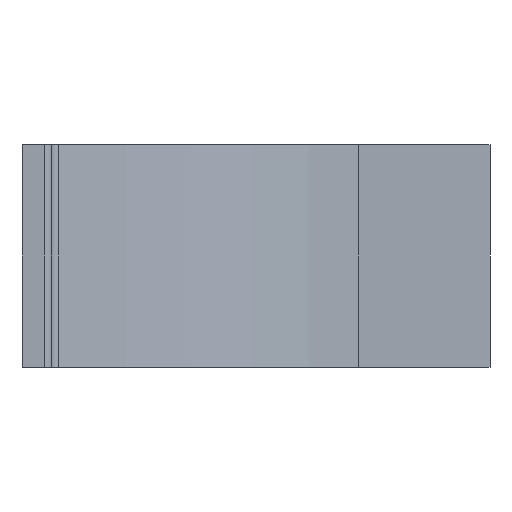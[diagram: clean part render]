
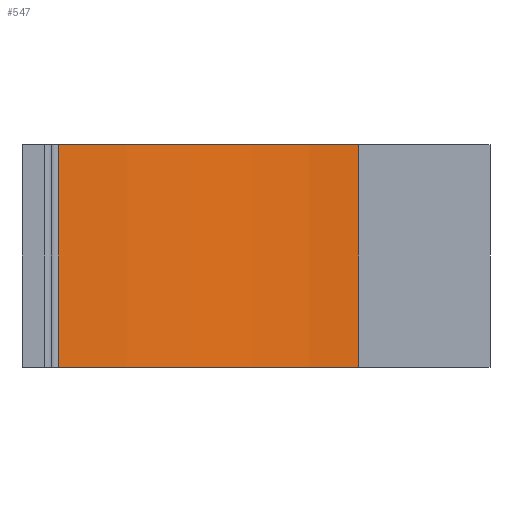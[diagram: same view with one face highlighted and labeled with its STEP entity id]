
A CAD part, left-side view. The second image highlights one B-rep face of the part: STEP entity #547.
In plain terms, the highlighted cylindrical face has radius 62.74 mm (diameter 125.48 mm), a partial arc.
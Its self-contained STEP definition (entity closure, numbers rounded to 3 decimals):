
#58=FACE_OUTER_BOUND('',#90,.T.);
#90=EDGE_LOOP('',(#426,#427,#428,#429));
#134=LINE('',#889,#180);
#135=LINE('',#895,#181);
#180=VECTOR('',#727,1000.);
#181=VECTOR('',#734,1000.);
#226=CIRCLE('',#612,62.74);
#227=CIRCLE('',#613,62.74);
#264=VERTEX_POINT('',#886);
#265=VERTEX_POINT('',#888);
#266=VERTEX_POINT('',#892);
#267=VERTEX_POINT('',#894);
#327=EDGE_CURVE('',#265,#264,#134,.T.);
#329=EDGE_CURVE('',#264,#266,#226,.T.);
#330=EDGE_CURVE('',#267,#266,#135,.T.);
#331=EDGE_CURVE('',#265,#267,#227,.T.);
#426=ORIENTED_EDGE('',*,*,#329,.T.);
#427=ORIENTED_EDGE('',*,*,#330,.F.);
#428=ORIENTED_EDGE('',*,*,#331,.F.);
#429=ORIENTED_EDGE('',*,*,#327,.T.);
#526=CYLINDRICAL_SURFACE('',#611,62.74);
#547=ADVANCED_FACE('',(#58),#526,.T.);
#611=AXIS2_PLACEMENT_3D('',#891,#730,#731);
#612=AXIS2_PLACEMENT_3D('',#893,#732,#733);
#613=AXIS2_PLACEMENT_3D('',#896,#735,#736);
#727=DIRECTION('',(0.,0.,-1.));
#730=DIRECTION('center_axis',(0.,0.,-1.));
#731=DIRECTION('ref_axis',(-1.,0.,0.));
#732=DIRECTION('center_axis',(0.,0.,1.));
#733=DIRECTION('ref_axis',(1.,0.,0.));
#734=DIRECTION('',(0.,0.,-1.));
#735=DIRECTION('center_axis',(0.,0.,1.));
#736=DIRECTION('ref_axis',(1.,0.,0.));
#886=CARTESIAN_POINT('',(-62.461,-5.906,0.));
#888=CARTESIAN_POINT('',(-62.461,-5.906,30.));
#889=CARTESIAN_POINT('',(-62.461,-5.906,30.));
#891=CARTESIAN_POINT('Origin',(0.,0.,30.));
#892=CARTESIAN_POINT('',(-42.079,-46.537,0.));
#893=CARTESIAN_POINT('Origin',(0.,0.,0.));
#894=CARTESIAN_POINT('',(-42.079,-46.537,30.));
#895=CARTESIAN_POINT('',(-42.079,-46.537,30.));
#896=CARTESIAN_POINT('Origin',(0.,0.,30.));
